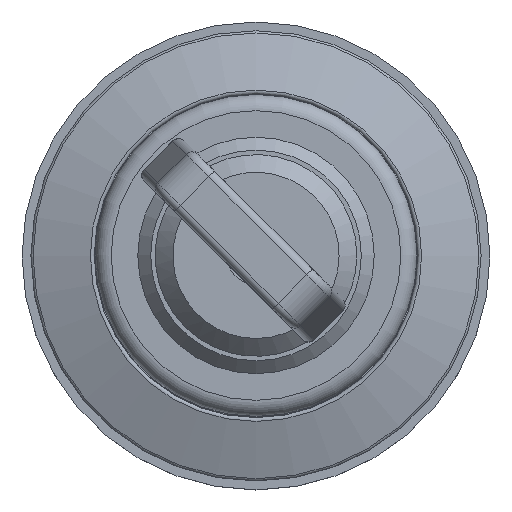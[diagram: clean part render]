
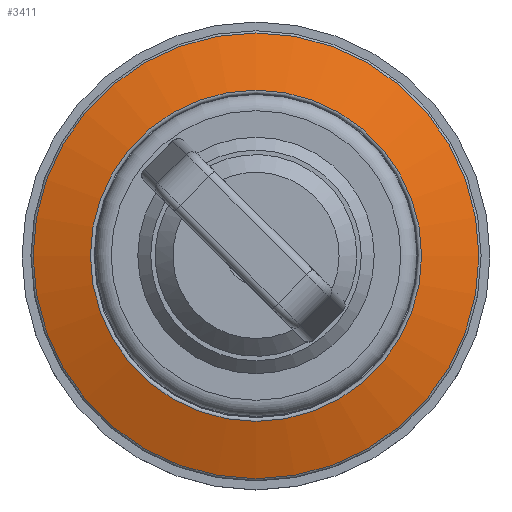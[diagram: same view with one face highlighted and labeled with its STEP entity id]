
A CAD part, top view. The second image highlights one B-rep face of the part: STEP entity #3411.
In plain terms, the highlighted conical face has half-angle 71.267 degrees and reference radius 12.107 mm.
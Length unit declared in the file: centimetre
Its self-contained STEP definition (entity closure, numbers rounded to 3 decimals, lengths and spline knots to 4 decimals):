
#33=CONICAL_SURFACE($,#3668,1.2107,71.267);
#145=FACE_BOUND($,#449,.T.);
#239=FACE_OUTER_BOUND($,#448,.T.);
#448=EDGE_LOOP($,(#2474));
#449=EDGE_LOOP($,(#2475));
#1243=CIRCLE($,#3596,1.0265);
#1282=CIRCLE($,#3669,1.3814);
#1443=VERTEX_POINT($,#5148);
#1530=VERTEX_POINT($,#5439);
#1776=EDGE_CURVE($,#1443,#1443,#1243,.T.);
#1893=EDGE_CURVE($,#1530,#1530,#1282,.T.);
#2474=ORIENTED_EDGE($,*,*,#1776,.F.);
#2475=ORIENTED_EDGE($,*,*,#1893,.F.);
#3411=ADVANCED_FACE($,(#239,#145),#33,.T.);
#3596=AXIS2_PLACEMENT_3D($,#5149,#4040,#4041);
#3668=AXIS2_PLACEMENT_3D($,#5438,#4250,#4251);
#3669=AXIS2_PLACEMENT_3D($,#5440,#4252,#4253);
#4040=DIRECTION('center_axis',(0.,0.,
1.));
#4041=DIRECTION('ref_axis',(1.,0.,0.));
#4250=DIRECTION('center_axis',(0.,0.,
-1.));
#4251=DIRECTION('ref_axis',(1.,0.,0.));
#4252=DIRECTION('center_axis',(0.,0.,
-1.));
#4253=DIRECTION('ref_axis',(-1.,0.,0.));
#5148=CARTESIAN_POINT('',(0.3697,-2.2221,0.075));
#5149=CARTESIAN_POINT('Origin',(-0.6568,-2.2221,0.075));
#5438=CARTESIAN_POINT('Origin',(-0.6568,-2.2221,0.0125));
#5439=CARTESIAN_POINT('',(0.7247,-2.2221,-0.0454));
#5440=CARTESIAN_POINT('Origin',(-0.6568,-2.2221,-0.0454));
